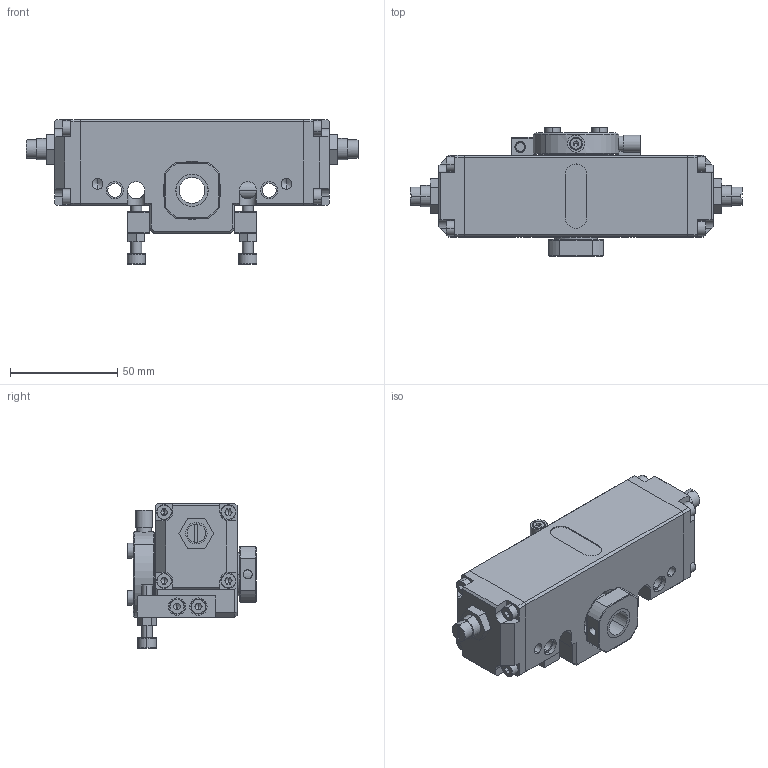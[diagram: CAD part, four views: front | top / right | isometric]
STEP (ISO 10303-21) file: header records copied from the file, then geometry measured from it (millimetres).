
FILE_DESCRIPTION (( 'STEP AP214' ), '1' );
FILE_NAME ('SFS A22D.STEP', '2012-03-09T06:25:04', ( 'xw4600' ), ( '' ), 'SwSTEP 2.0', 'SolidWorks 2010', '' );
FILE_SCHEMA (( 'AUTOMOTIVE_DESIGN' ));
Length unit declared in the file: millimetre
Products named in the file (13): DMT-IPS A22D-02_Default; DMT-IPS A22D-03_Default; DMT-IPS A22D-05_Default; DMT-IPS A22D-06_Default; DMT-IPS A22D-07_Default; DMT-IPS A22D-09_Default; SHOCK ABSORBER(RB1007)_Default; M5-NUT_PreviewCfg; BB M4 x 10_PreviewCfg; BB M3 x10_PreviewCfg; BB M5 x 25_PreviewCfg; SFS A22D; DMT-IPS A22D-01_Default
Assembly tree (31 placements, depth 2):
  SFS A22D
    BB M4 x 10_PreviewCfg  x12
    DMT-IPS A22D-09_Default  x2
    BB M3 x10_PreviewCfg  x2
    BB M5 x 25_PreviewCfg  x2
    DMT-IPS A22D-02_Default  x2
    DMT-IPS A22D-06_Default  x2
    DMT-IPS A22D-01_Default
    SHOCK ABSORBER(RB1007)_Default  x2
    DMT-IPS A22D-05_Default
    DMT-IPS A22D-03_Default
    M5-NUT_PreviewCfg  x2
    DMT-IPS A22D-07_Default  x2
Bounding box: 154.8 x 60 x 67.5 mm (x, y, z)
Volume: 176282.6 mm3; surface area: 72621 mm2
Topology: 31 solids, 31 shells, 1211 faces, 2867 edges, 1718 vertices
Faces by surface type: plane 520, cylinder 377, cone 218, torus 96
Entity records: 20917 total; most frequent: CARTESIAN_POINT 4156, DIRECTION 3369, ORIENTED_EDGE 3130, EDGE_CURVE 1565, AXIS2_PLACEMENT_3D 1280, VERTEX_POINT 991, LINE 809, VECTOR 809
